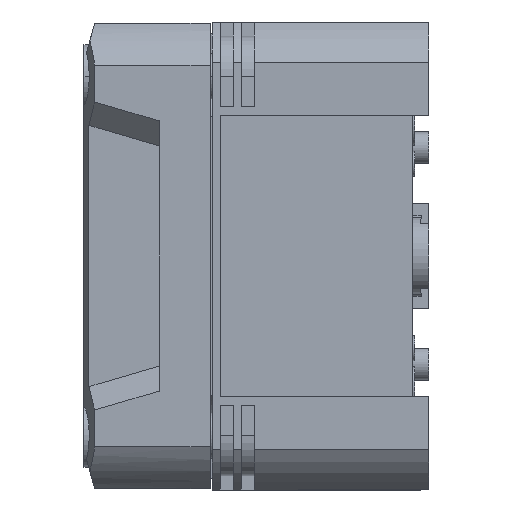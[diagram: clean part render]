
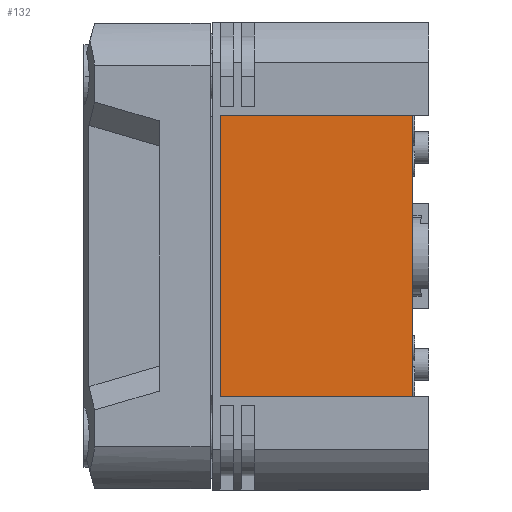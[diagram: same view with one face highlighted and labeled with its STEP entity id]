
A CAD part, left-side view. The second image highlights one B-rep face of the part: STEP entity #132.
In plain terms, the highlighted planar face has unit normal (-1, 0, 0).
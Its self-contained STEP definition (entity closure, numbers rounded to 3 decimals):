
#132 = ADVANCED_FACE ( 'NONE', ( #5312 ), #11812, .T. ) ;
#857 = DIRECTION ( 'NONE',  ( 0., 1., 0. ) ) ;
#1058 = CARTESIAN_POINT ( 'NONE',  ( -73.741, 48., -35.05 ) ) ;
#1335 = AXIS2_PLACEMENT_3D ( 'NONE', #8339, #16446, #17969 ) ;
#1847 = CARTESIAN_POINT ( 'NONE',  ( -73.741, 48., 35.05 ) ) ;
#2016 = VERTEX_POINT ( 'NONE', #12706 ) ;
#2144 = VECTOR ( 'NONE', #8909, 1000. ) ;
#3310 = CARTESIAN_POINT ( 'NONE',  ( -73.741, 0., 0. ) ) ;
#3734 = VERTEX_POINT ( 'NONE', #5519 ) ;
#4312 = CARTESIAN_POINT ( 'NONE',  ( -73.741, 48., 35.05 ) ) ;
#4825 = LINE ( 'NONE', #3310, #6358 ) ;
#4930 = ORIENTED_EDGE ( 'NONE', *, *, #13563, .T. ) ;
#5312 = FACE_OUTER_BOUND ( 'NONE', #6247, .T. ) ;
#5411 = ORIENTED_EDGE ( 'NONE', *, *, #12505, .T. ) ;
#5519 = CARTESIAN_POINT ( 'NONE',  ( -73.741, 0., -35.05 ) ) ;
#6212 = VERTEX_POINT ( 'NONE', #1058 ) ;
#6247 = EDGE_LOOP ( 'NONE', ( #13572, #4930, #18098, #5411 ) ) ;
#6358 = VECTOR ( 'NONE', #10111, 1000. ) ;
#7762 = LINE ( 'NONE', #4312, #12180 ) ;
#8339 = CARTESIAN_POINT ( 'NONE',  ( -73.741, 0., 0. ) ) ;
#8909 = DIRECTION ( 'NONE',  ( 0., -1., 0. ) ) ;
#10111 = DIRECTION ( 'NONE',  ( 0., 0., 1. ) ) ;
#10858 = CARTESIAN_POINT ( 'NONE',  ( -73.741, 48., -35.05 ) ) ;
#11812 = PLANE ( 'NONE',  #1335 ) ;
#12180 = VECTOR ( 'NONE', #857, 1000. ) ;
#12505 = EDGE_CURVE ( 'NONE', #20922, #6212, #13369, .T. ) ;
#12706 = CARTESIAN_POINT ( 'NONE',  ( -73.741, 0., 35.05 ) ) ;
#13369 = LINE ( 'NONE', #20077, #14495 ) ;
#13563 = EDGE_CURVE ( 'NONE', #3734, #2016, #4825, .T. ) ;
#13572 = ORIENTED_EDGE ( 'NONE', *, *, #16855, .T. ) ;
#14495 = VECTOR ( 'NONE', #18440, 1000. ) ;
#16446 = DIRECTION ( 'NONE',  ( -1., 0., 0. ) ) ;
#16855 = EDGE_CURVE ( 'NONE', #6212, #3734, #20703, .T. ) ;
#17288 = EDGE_CURVE ( 'NONE', #2016, #20922, #7762, .T. ) ;
#17969 = DIRECTION ( 'NONE',  ( 0., 0., 1. ) ) ;
#18098 = ORIENTED_EDGE ( 'NONE', *, *, #17288, .T. ) ;
#18440 = DIRECTION ( 'NONE',  ( 0., 0., -1. ) ) ;
#20077 = CARTESIAN_POINT ( 'NONE',  ( -73.741, 48., -35.05 ) ) ;
#20703 = LINE ( 'NONE', #10858, #2144 ) ;
#20922 = VERTEX_POINT ( 'NONE', #1847 ) ;
